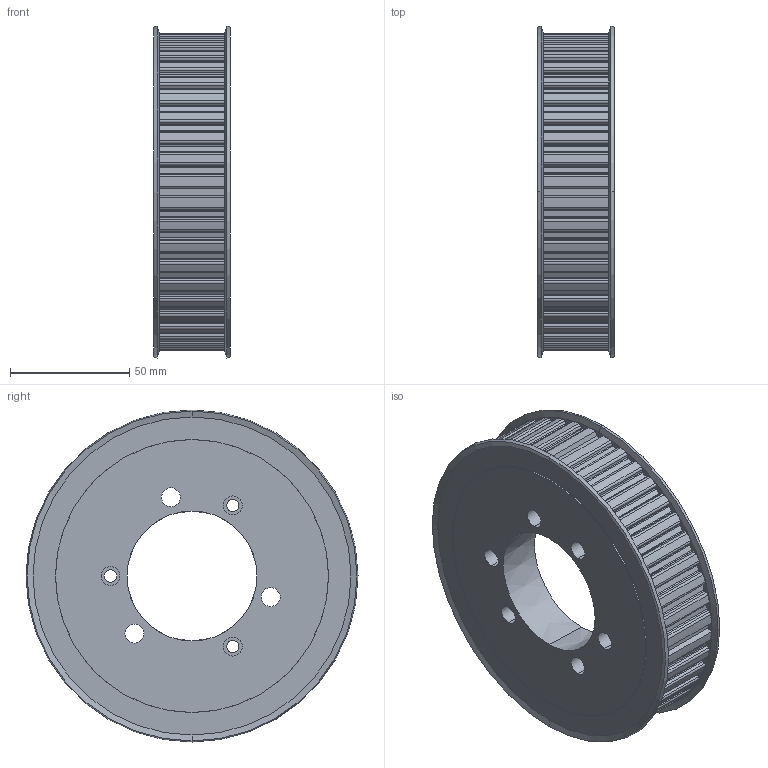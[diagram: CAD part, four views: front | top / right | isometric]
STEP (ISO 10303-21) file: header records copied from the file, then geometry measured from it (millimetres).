
FILE_DESCRIPTION (( 'STEP AP214' ), '1' );
FILE_NAME ('SQD44L100AF-SDS.step', '2019-07-31T10:52:44', ( '' ), ( '' ), 'SwSTEP 2.0', 'SolidWorks 2018', '' );
FILE_SCHEMA (( 'AUTOMOTIVE_DESIGN' ));
Length unit declared in the file: inch
Products named in the file (1): SQD44L100AF-SDS
Bounding box: 32.13 x 139.04 x 139.04 mm (x, y, z)
Volume: 263161.4 mm3; surface area: 56606.1 mm2
Topology: 1 solids, 1 shells, 434 faces, 1256 edges, 834 vertices
Faces by surface type: cylinder 274, plane 144, cone 14, torus 2
Entity records: 15003 total; most frequent: DIRECTION 2698, CARTESIAN_POINT 2525, ORIENTED_EDGE 2512, EDGE_CURVE 1256, AXIS2_PLACEMENT_3D 1007, VERTEX_POINT 834, VECTOR 684, LINE 684
